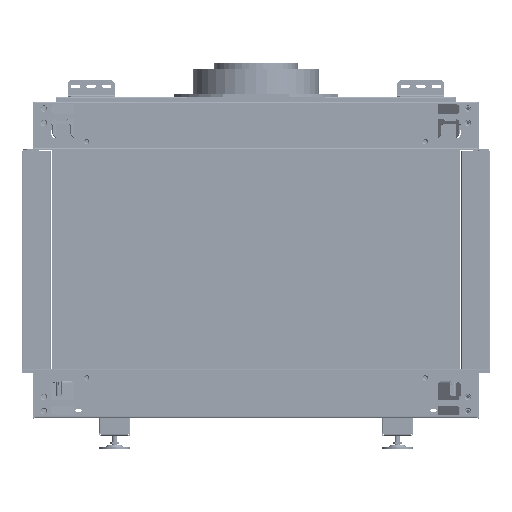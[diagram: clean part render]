
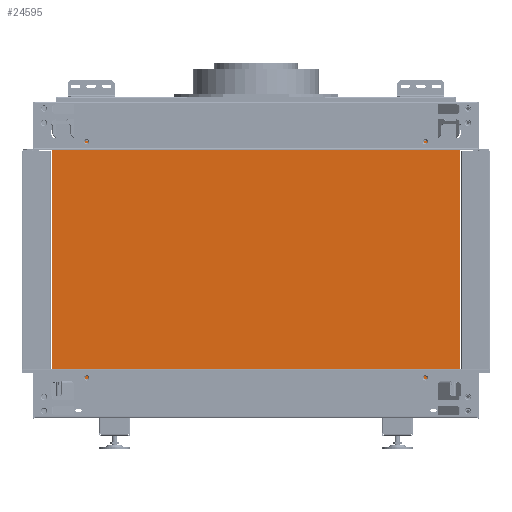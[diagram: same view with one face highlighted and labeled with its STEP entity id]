
A CAD part, top view. The second image highlights one B-rep face of the part: STEP entity #24595.
In plain terms, the highlighted planar face has unit normal (0, 0, 1).
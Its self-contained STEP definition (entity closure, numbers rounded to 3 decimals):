
#1369 = CARTESIAN_POINT ( 'NONE',  ( 325., -190., 5. ) ) ;
#3481 = EDGE_CURVE ( 'NONE', #20793, #74547, #14773, .T. ) ;
#9416 = ORIENTED_EDGE ( 'NONE', *, *, #3481, .T. ) ;
#12679 = FACE_OUTER_BOUND ( 'NONE', #29332, .T. ) ;
#14304 = ORIENTED_EDGE ( 'NONE', *, *, #59710, .T. ) ;
#14773 = LINE ( 'NONE', #38231, #36567 ) ;
#20013 = DIRECTION ( 'NONE',  ( 0., 0., -1. ) ) ;
#20793 = VERTEX_POINT ( 'NONE', #95798 ) ;
#21101 = LINE ( 'NONE', #75291, #86234 ) ;
#24595 = ADVANCED_FACE ( 'NONE', ( #12679 ), #44496, .F. ) ;
#28926 = EDGE_CURVE ( 'NONE', #56081, #20793, #36405, .T. ) ;
#29332 = EDGE_LOOP ( 'NONE', ( #96358, #9416, #81792, #14304 ) ) ;
#29684 = EDGE_CURVE ( 'NONE', #74547, #87910, #21101, .T. ) ;
#32454 = DIRECTION ( 'NONE',  ( -1., 0., 0. ) ) ;
#33161 = DIRECTION ( 'NONE',  ( 1., 0., 0. ) ) ;
#36405 = LINE ( 'NONE', #44267, #46337 ) ;
#36567 = VECTOR ( 'NONE', #32454, 1000. ) ;
#37103 = AXIS2_PLACEMENT_3D ( 'NONE', #51281, #20013, #45004 ) ;
#38231 = CARTESIAN_POINT ( 'NONE',  ( 325., 190., 5. ) ) ;
#42963 = DIRECTION ( 'NONE',  ( 0., -1., 0. ) ) ;
#44267 = CARTESIAN_POINT ( 'NONE',  ( 325., 190., 5. ) ) ;
#44496 = PLANE ( 'NONE',  #37103 ) ;
#45004 = DIRECTION ( 'NONE',  ( -1., 0., 0. ) ) ;
#46337 = VECTOR ( 'NONE', #83385, 1000. ) ;
#51281 = CARTESIAN_POINT ( 'NONE',  ( 325., -190., 5. ) ) ;
#53491 = CARTESIAN_POINT ( 'NONE',  ( 325., -190., 5. ) ) ;
#56081 = VERTEX_POINT ( 'NONE', #53491 ) ;
#59710 = EDGE_CURVE ( 'NONE', #87910, #56081, #80656, .T. ) ;
#74547 = VERTEX_POINT ( 'NONE', #99572 ) ;
#75291 = CARTESIAN_POINT ( 'NONE',  ( -325., 190., 5. ) ) ;
#77824 = VECTOR ( 'NONE', #33161, 1000. ) ;
#80656 = LINE ( 'NONE', #1369, #77824 ) ;
#81792 = ORIENTED_EDGE ( 'NONE', *, *, #29684, .T. ) ;
#81866 = CARTESIAN_POINT ( 'NONE',  ( -325., -190., 5. ) ) ;
#83385 = DIRECTION ( 'NONE',  ( 0., 1., 0. ) ) ;
#86234 = VECTOR ( 'NONE', #42963, 1000. ) ;
#87910 = VERTEX_POINT ( 'NONE', #81866 ) ;
#95798 = CARTESIAN_POINT ( 'NONE',  ( 325., 190., 5. ) ) ;
#96358 = ORIENTED_EDGE ( 'NONE', *, *, #28926, .T. ) ;
#99572 = CARTESIAN_POINT ( 'NONE',  ( -325., 190., 5. ) ) ;
